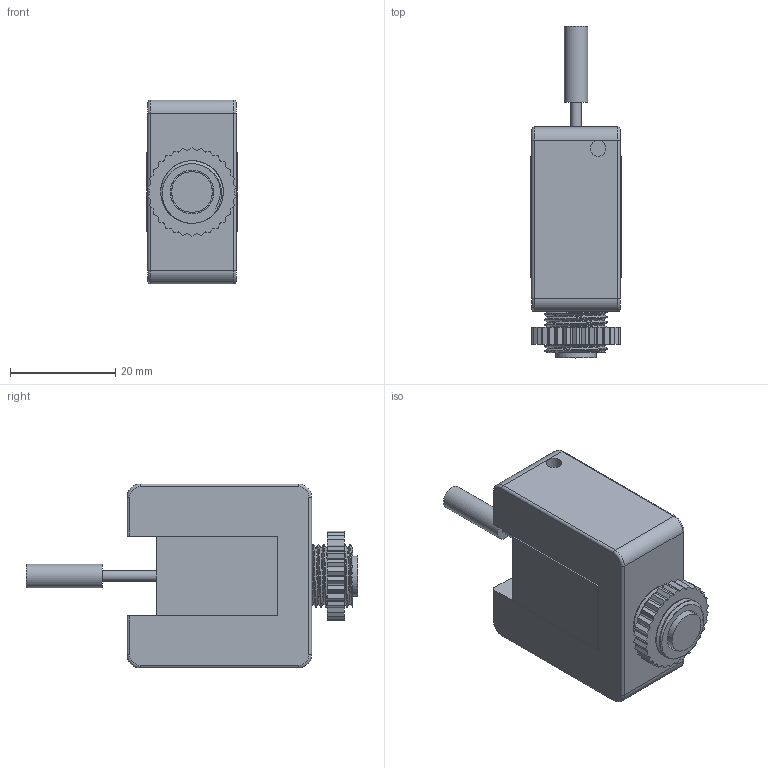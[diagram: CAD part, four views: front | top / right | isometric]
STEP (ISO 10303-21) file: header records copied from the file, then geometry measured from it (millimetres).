
FILE_DESCRIPTION(/* description */ (''),/* implementation_level */ '2;1');
FILE_NAME(/* name */ 'Large Solenoid CB_v17.step',/* time_stamp */ '2021-12-11T14:19:43-07:00',/* author */ (''),/* organization */ (''),/* preprocessor_version */ 'ST-DEVELOPER v18.1',/* originating_system */ 'Autodesk Translation Framework v10.10.0.1391',/* authorisation */ '');
FILE_SCHEMA (('AUTOMOTIVE_DESIGN { 1 0 10303 214 3 1 1 }'));
Length unit declared in the file: millimetre
Products named in the file (7): Large Solenoid CB; Circuit Breaker; Self-retaining (two-way) Electromagnet DC 12V Push-pull Solenoid; Body; Rod; Button; Nut
Assembly tree (6 placements, depth 3):
  Large Solenoid CB
    Circuit Breaker
    Self-retaining (two-way) Electromagnet DC 12V Push-pull Solenoid
      Body
      Rod
    Button
    Nut
Bounding box: 17.15 x 62.98 x 34.9 mm (x, y, z)
Volume: 19726.5 mm3; surface area: 9885.5 mm2
Topology: 5 solids, 5 shells, 202 faces, 548 edges, 360 vertices
Faces by surface type: plane 110, cylinder 80, torus 8, bspline 4
Full cylindrical faces by diameter (mm): 2 x1, 2.2 x1, 3 x2, 4.5 x1, 5 x1, 5.6 x1, 7.7 x1, 8.3 x1, 10.741 x10, 11.884 x9
Entity records: 9839 total; most frequent: CARTESIAN_POINT 4513, ORIENTED_EDGE 1096, DIRECTION 1042, EDGE_CURVE 548, VERTEX_POINT 360, LINE 356, VECTOR 356, AXIS2_PLACEMENT_3D 343
